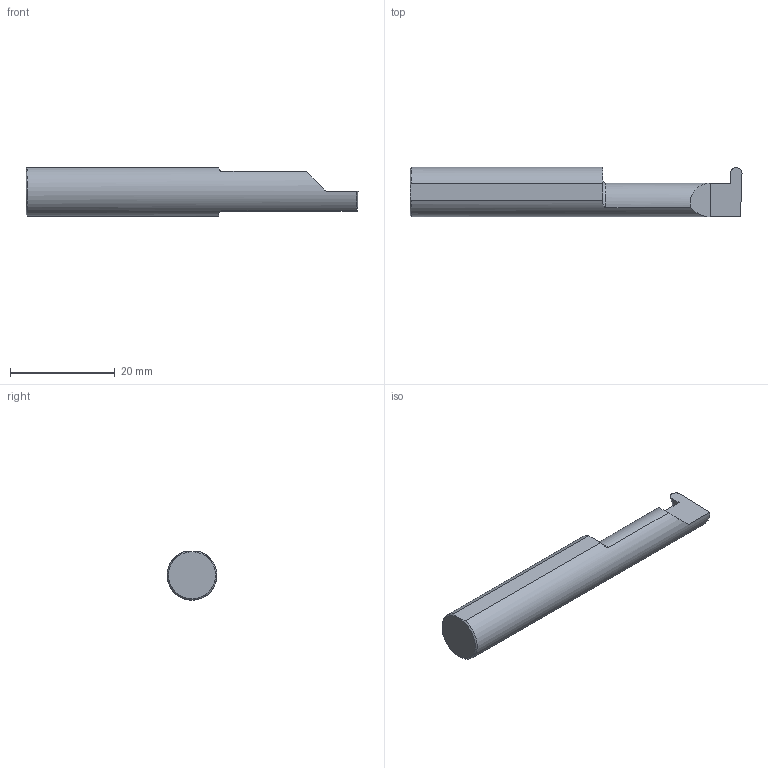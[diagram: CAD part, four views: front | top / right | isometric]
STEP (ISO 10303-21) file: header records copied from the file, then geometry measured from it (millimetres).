
FILE_DESCRIPTION (( 'STEP AP203' ), '1' );
FILE_NAME ('222182-GFR087-16.STEP', '2024-06-28T18:12:43', ( '' ), ( '' ), 'SwSTEP 2.0', 'SolidWorks 2024', '' );
FILE_SCHEMA (( 'CONFIG_CONTROL_DESIGN' ));
Length unit declared in the file: inch
Products named in the file (1): 222182-GFR087-16
Bounding box: 63.5 x 9.52 x 9.24 mm (x, y, z)
Volume: 3491.7 mm3; surface area: 1803.6 mm2
Topology: 1 solids, 1 shells, 19 faces, 51 edges, 34 vertices
Faces by surface type: plane 12, cylinder 4, cone 2, torus 1
Entity records: 693 total; most frequent: CARTESIAN_POINT 166, ORIENTED_EDGE 102, DIRECTION 84, EDGE_CURVE 51, VERTEX_POINT 34, LINE 28, AXIS2_PLACEMENT_3D 28, VECTOR 28
